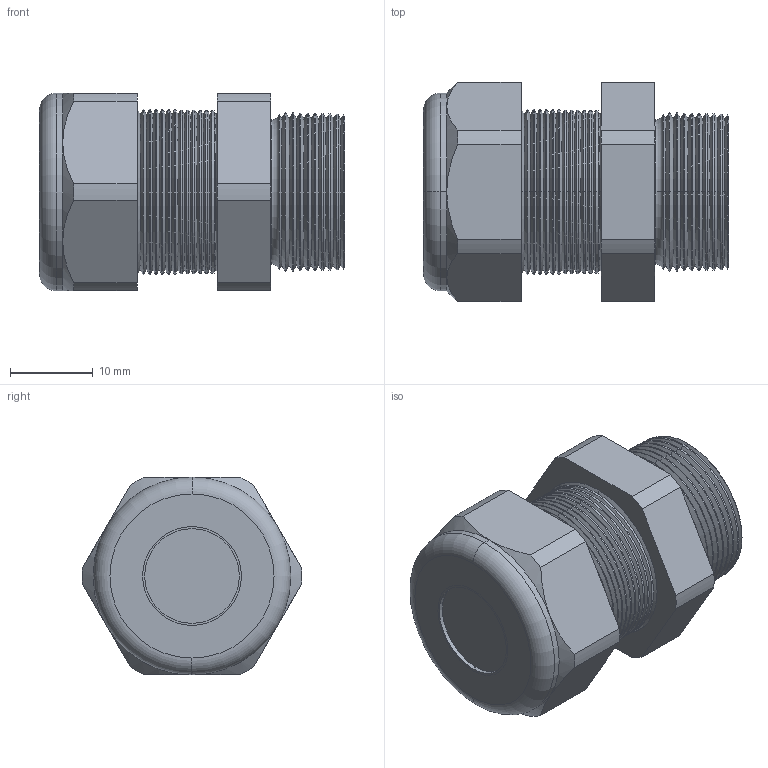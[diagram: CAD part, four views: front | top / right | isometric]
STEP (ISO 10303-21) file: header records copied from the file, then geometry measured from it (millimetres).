
FILE_DESCRIPTION (( 'STEP AP203' ), '1' );
FILE_NAME ('CD22MP-GY.STEP', '2008-11-25T06:31:28', ( 'bay06' ), ( '' ), 'SwSTEP 2.0', 'SolidWorks 2007', '' );
FILE_SCHEMA (( 'CONFIG_CONTROL_DESIGN' ));
Length unit declared in the file: inch
Products named in the file (1): CD22MP-GY
Bounding box: 36.83 x 26.49 x 23.88 mm (x, y, z)
Volume: 9744.8 mm3; surface area: 6465.3 mm2
Topology: 2 solids, 2 shells, 186 faces, 390 edges, 212 vertices
Faces by surface type: cone 140, cylinder 20, plane 20, torus 6
Entity records: 5001 total; most frequent: DIRECTION 946, CARTESIAN_POINT 877, ORIENTED_EDGE 780, EDGE_CURVE 390, AXIS2_PLACEMENT_3D 381, VERTEX_POINT 212, CIRCLE 194, EDGE_LOOP 192
